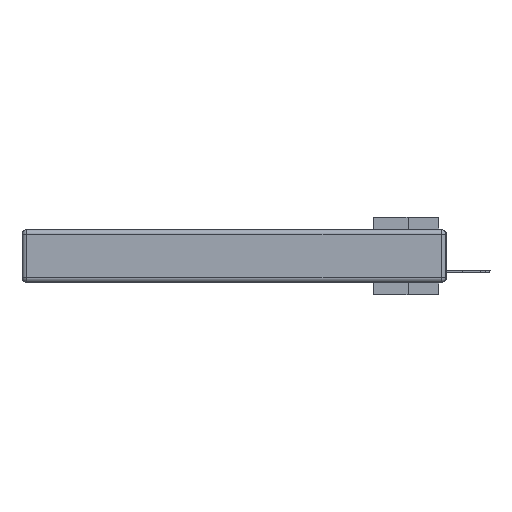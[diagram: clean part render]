
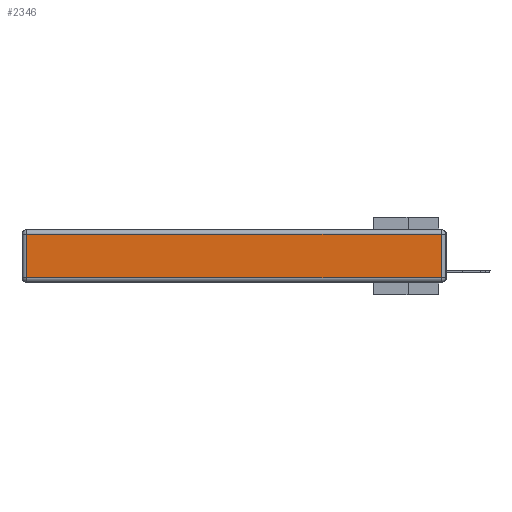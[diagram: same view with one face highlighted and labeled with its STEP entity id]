
A CAD part, left-side view. The second image highlights one B-rep face of the part: STEP entity #2346.
In plain terms, the highlighted planar face has unit normal (-1, 0, 0).
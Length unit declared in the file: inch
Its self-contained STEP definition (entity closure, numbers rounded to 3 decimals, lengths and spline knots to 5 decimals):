
#1113 = DIRECTION ( 'NONE',  ( 0., -1., 0. ) ) ;
#1265 = ORIENTED_EDGE ( 'NONE', *, *, #5758, .T. ) ;
#2346 = ADVANCED_FACE ( 'NONE', ( #10127 ), #28280, .T. ) ;
#3104 = DIRECTION ( 'NONE',  ( 0., 0., 1. ) ) ;
#4735 = CARTESIAN_POINT ( 'NONE',  ( 0., 0., -0.313 ) ) ;
#4856 = VECTOR ( 'NONE', #3104, 39.37008 ) ;
#5436 = CARTESIAN_POINT ( 'NONE',  ( 0., 0.03, -0.343 ) ) ;
#5758 = EDGE_CURVE ( 'NONE', #6737, #20424, #20419, .T. ) ;
#6737 = VERTEX_POINT ( 'NONE', #29284 ) ;
#7199 = ORIENTED_EDGE ( 'NONE', *, *, #11426, .T. ) ;
#10127 = FACE_OUTER_BOUND ( 'NONE', #20187, .T. ) ;
#10414 = AXIS2_PLACEMENT_3D ( 'NONE', #18595, #23900, #26159 ) ;
#10667 = VECTOR ( 'NONE', #23467, 39.37008 ) ;
#11426 = EDGE_CURVE ( 'NONE', #20424, #24311, #22573, .T. ) ;
#11605 = LINE ( 'NONE', #31089, #18035 ) ;
#12179 = LINE ( 'NONE', #16611, #10667 ) ;
#14430 = EDGE_CURVE ( 'NONE', #24311, #18730, #12179, .T. ) ;
#14600 = ORIENTED_EDGE ( 'NONE', *, *, #14430, .T. ) ;
#16611 = CARTESIAN_POINT ( 'NONE',  ( 0., 2.75, -0.03 ) ) ;
#18035 = VECTOR ( 'NONE', #31303, 39.37008 ) ;
#18595 = CARTESIAN_POINT ( 'NONE',  ( 0., 0., -0.343 ) ) ;
#18730 = VERTEX_POINT ( 'NONE', #23543 ) ;
#19356 = EDGE_CURVE ( 'NONE', #18730, #6737, #11605, .T. ) ;
#20187 = EDGE_LOOP ( 'NONE', ( #1265, #7199, #14600, #28375 ) ) ;
#20419 = LINE ( 'NONE', #4735, #25398 ) ;
#20424 = VERTEX_POINT ( 'NONE', #25470 ) ;
#22573 = LINE ( 'NONE', #5436, #4856 ) ;
#23467 = DIRECTION ( 'NONE',  ( 0., 1., 0. ) ) ;
#23543 = CARTESIAN_POINT ( 'NONE',  ( 0., 2.72, -0.03 ) ) ;
#23900 = DIRECTION ( 'NONE',  ( -1., 0., 0. ) ) ;
#24311 = VERTEX_POINT ( 'NONE', #25052 ) ;
#25052 = CARTESIAN_POINT ( 'NONE',  ( 0., 0.03, -0.03 ) ) ;
#25398 = VECTOR ( 'NONE', #1113, 39.37008 ) ;
#25470 = CARTESIAN_POINT ( 'NONE',  ( 0., 0.03, -0.313 ) ) ;
#26159 = DIRECTION ( 'NONE',  ( 0., 0., 1. ) ) ;
#28280 = PLANE ( 'NONE',  #10414 ) ;
#28375 = ORIENTED_EDGE ( 'NONE', *, *, #19356, .T. ) ;
#29284 = CARTESIAN_POINT ( 'NONE',  ( 0., 2.72, -0.313 ) ) ;
#31089 = CARTESIAN_POINT ( 'NONE',  ( 0., 2.72, -0.343 ) ) ;
#31303 = DIRECTION ( 'NONE',  ( 0., 0., -1. ) ) ;
